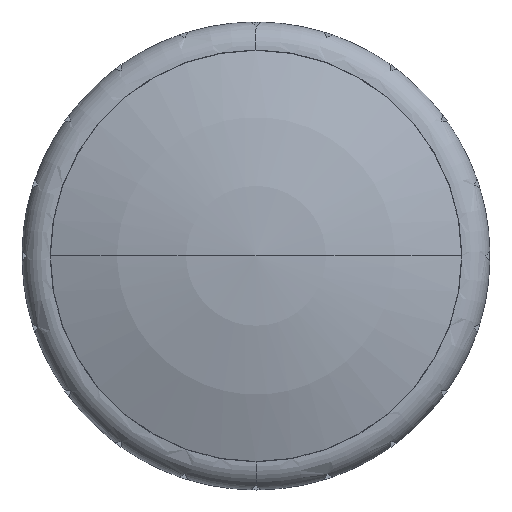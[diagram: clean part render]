
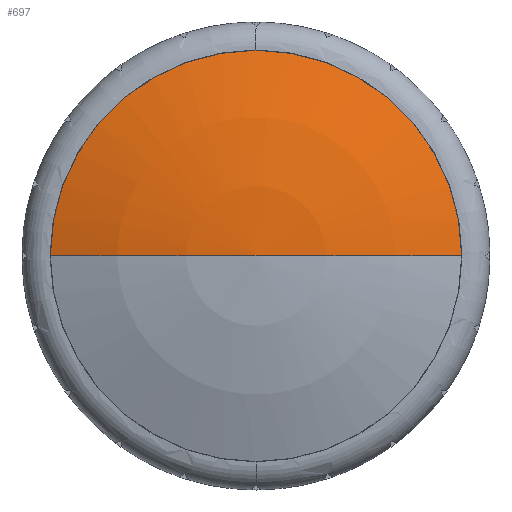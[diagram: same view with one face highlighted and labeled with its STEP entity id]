
A CAD part, top view. The second image highlights one B-rep face of the part: STEP entity #697.
In plain terms, the highlighted spherical face has radius 31.178 mm.
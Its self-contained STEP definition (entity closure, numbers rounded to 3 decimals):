
#697=ADVANCED_FACE('',(#2021),#2022,.T.);
#917=EDGE_CURVE('',#1199,#1217,#2269,.T.);
#1011=EDGE_CURVE('',#1259,#1217,#2372,.T.);
#1097=EDGE_CURVE('',#1259,#1199,#2464,.T.);
#1199=VERTEX_POINT('',#2577);
#1217=VERTEX_POINT('',#2597);
#1259=VERTEX_POINT('',#2646);
#2021=FACE_OUTER_BOUND('',#3491,.T.);
#2022=SPHERICAL_SURFACE('',#3492,31.178);
#2269=CIRCLE('',#3919,31.178);
#2372=CIRCLE('',#4099,10.987);
#2464=CIRCLE('',#4318,31.178);
#2577=CARTESIAN_POINT('',(0.0,0.0,20.0));
#2597=CARTESIAN_POINT('',(-10.987,0.,18.0));
#2646=CARTESIAN_POINT('',(10.987,0.,18.0));
#3491=EDGE_LOOP('',(#6106,#6107,#6108));
#3492=AXIS2_PLACEMENT_3D('',#6109,#6110,#6111);
#3919=AXIS2_PLACEMENT_3D('',#6423,#6424,#6425);
#4099=AXIS2_PLACEMENT_3D('',#6537,#6538,#6539);
#4318=AXIS2_PLACEMENT_3D('',#6619,#6620,#6621);
#6106=ORIENTED_EDGE('',*,*,#1097,.F.);
#6107=ORIENTED_EDGE('',*,*,#1011,.T.);
#6108=ORIENTED_EDGE('',*,*,#917,.F.);
#6109=CARTESIAN_POINT('',(0.0,0.0,-11.178));
#6110=DIRECTION('',(0.0,0.0,1.0));
#6111=DIRECTION('',(1.0,0.0,0.0));
#6423=CARTESIAN_POINT('',(0.0,0.0,-11.178));
#6424=DIRECTION('',(0.,-1.0,0.0));
#6425=DIRECTION('',(0.0,0.0,1.0));
#6537=CARTESIAN_POINT('',(0.0,0.,18.0));
#6538=DIRECTION('',(0.0,0.,1.0));
#6539=DIRECTION('',(0.0,1.0,0.));
#6619=CARTESIAN_POINT('',(0.0,0.0,-11.178));
#6620=DIRECTION('',(0.,-1.0,0.0));
#6621=DIRECTION('',(0.0,0.0,1.0));
